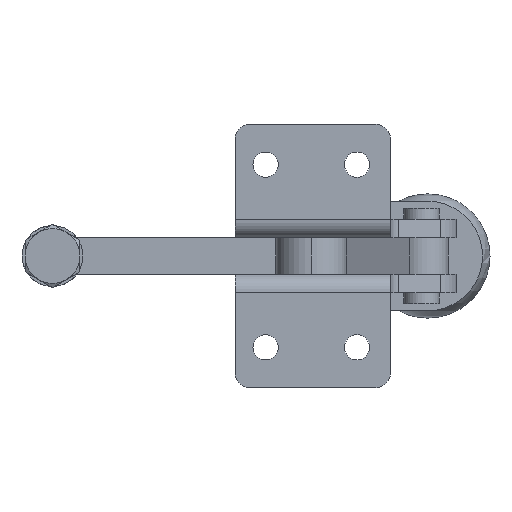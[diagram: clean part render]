
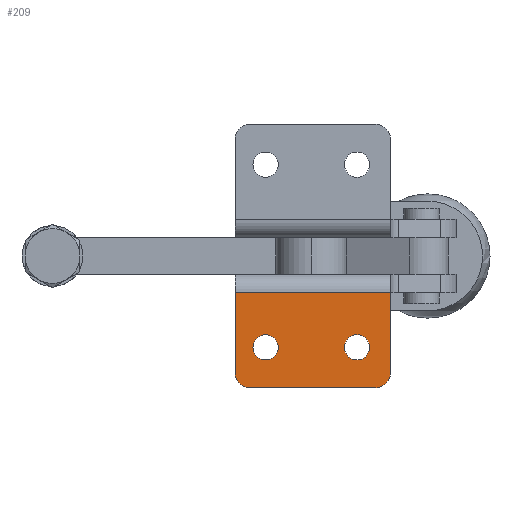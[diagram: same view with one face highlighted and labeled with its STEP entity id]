
A CAD part, front view. The second image highlights one B-rep face of the part: STEP entity #209.
In plain terms, the highlighted planar face has unit normal (0, -1, 0).
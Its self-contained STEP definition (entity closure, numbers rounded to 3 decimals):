
#209 = ADVANCED_FACE( '', ( #610, #611, #612 ), #613, .T. );
#610 = FACE_BOUND( '', #1166, .T. );
#611 = FACE_BOUND( '', #1167, .T. );
#612 = FACE_OUTER_BOUND( '', #1168, .T. );
#613 = PLANE( '', #1169 );
#1166 = EDGE_LOOP( '', ( #2489, #2490 ) );
#1167 = EDGE_LOOP( '', ( #2491, #2492 ) );
#1168 = EDGE_LOOP( '', ( #2493, #2494, #2495, #2496, #2497, #2498 ) );
#1169 = AXIS2_PLACEMENT_3D( '', #2499, #2500, #2501 );
#2489 = ORIENTED_EDGE( '', *, *, #3775, .T. );
#2490 = ORIENTED_EDGE( '', *, *, #3774, .T. );
#2491 = ORIENTED_EDGE( '', *, *, #3779, .T. );
#2492 = ORIENTED_EDGE( '', *, *, #3766, .T. );
#2493 = ORIENTED_EDGE( '', *, *, #4029, .T. );
#2494 = ORIENTED_EDGE( '', *, *, #3975, .T. );
#2495 = ORIENTED_EDGE( '', *, *, #3940, .F. );
#2496 = ORIENTED_EDGE( '', *, *, #3977, .T. );
#2497 = ORIENTED_EDGE( '', *, *, #4030, .T. );
#2498 = ORIENTED_EDGE( '', *, *, #4027, .T. );
#2499 = CARTESIAN_POINT( '', ( 30., 0., -43.26 ) );
#2500 = DIRECTION( '', ( 0., -1., 0. ) );
#2501 = DIRECTION( '', ( 0., 0., -1. ) );
#3766 = EDGE_CURVE( '', #4678, #4682, #4684, .T. );
#3774 = EDGE_CURVE( '', #4694, #4698, #4700, .T. );
#3775 = EDGE_CURVE( '', #4698, #4694, #4701, .T. );
#3779 = EDGE_CURVE( '', #4682, #4678, #4705, .T. );
#3940 = EDGE_CURVE( '', #4960, #4955, #4962, .T. );
#3975 = EDGE_CURVE( '', #5022, #4955, #5027, .T. );
#3977 = EDGE_CURVE( '', #4960, #5028, #5030, .T. );
#4027 = EDGE_CURVE( '', #5107, #5105, #5108, .T. );
#4029 = EDGE_CURVE( '', #5105, #5022, #5110, .T. );
#4030 = EDGE_CURVE( '', #5028, #5107, #5111, .T. );
#4678 = VERTEX_POINT( '', #6207 );
#4682 = VERTEX_POINT( '', #6212 );
#4684 = CIRCLE( '', #6215, 4.15 );
#4694 = VERTEX_POINT( '', #6227 );
#4698 = VERTEX_POINT( '', #6232 );
#4700 = CIRCLE( '', #6235, 4.15 );
#4701 = CIRCLE( '', #6236, 4.15 );
#4705 = CIRCLE( '', #6240, 4.15 );
#4955 = VERTEX_POINT( '', #7167 );
#4960 = VERTEX_POINT( '', #7173 );
#4962 = LINE( '', #7175, #7176 );
#5022 = VERTEX_POINT( '', #7254 );
#5027 = LINE( '', #7262, #7263 );
#5028 = VERTEX_POINT( '', #7264 );
#5030 = LINE( '', #7267, #7268 );
#5105 = VERTEX_POINT( '', #7379 );
#5107 = VERTEX_POINT( '', #7382 );
#5108 = LINE( '', #7383, #7384 );
#5110 = CIRCLE( '', #7387, 5.1 );
#5111 = CIRCLE( '', #7388, 5.1 );
#6207 = CARTESIAN_POINT( '', ( 74.15, 0., -30. ) );
#6212 = CARTESIAN_POINT( '', ( 65.85, 0., -30. ) );
#6215 = AXIS2_PLACEMENT_3D( '', #8675, #8676, #8677 );
#6227 = CARTESIAN_POINT( '', ( 104.15, 0., -30. ) );
#6232 = CARTESIAN_POINT( '', ( 95.85, 0., -30. ) );
#6235 = AXIS2_PLACEMENT_3D( '', #8691, #8692, #8693 );
#6236 = AXIS2_PLACEMENT_3D( '', #8694, #8695, #8696 );
#6240 = AXIS2_PLACEMENT_3D( '', #8706, #8707, #8708 );
#7167 = CARTESIAN_POINT( '', ( 111., 0., -12. ) );
#7173 = CARTESIAN_POINT( '', ( 60., 0., -12. ) );
#7175 = CARTESIAN_POINT( '', ( 30., 0., -12. ) );
#7176 = VECTOR( '', #8913, 1. );
#7254 = CARTESIAN_POINT( '', ( 111., 0., -38.621 ) );
#7262 = CARTESIAN_POINT( '', ( 111., 0., 194.37 ) );
#7263 = VECTOR( '', #8974, 1. );
#7264 = CARTESIAN_POINT( '', ( 60., 0., -38.621 ) );
#7267 = CARTESIAN_POINT( '', ( 60., 0., 194.37 ) );
#7268 = VECTOR( '', #8976, 1. );
#7379 = CARTESIAN_POINT( '', ( 106.239, 0., -43.26 ) );
#7382 = CARTESIAN_POINT( '', ( 64.761, 0., -43.26 ) );
#7383 = CARTESIAN_POINT( '', ( 30., 0., -43.26 ) );
#7384 = VECTOR( '', #9050, 1. );
#7387 = AXIS2_PLACEMENT_3D( '', #9052, #9053, #9054 );
#7388 = AXIS2_PLACEMENT_3D( '', #9055, #9056, #9057 );
#8675 = CARTESIAN_POINT( '', ( 70., 0., -30. ) );
#8676 = DIRECTION( '', ( 0., 1., 0. ) );
#8677 = DIRECTION( '', ( 1., 0., 0. ) );
#8691 = CARTESIAN_POINT( '', ( 100., 0., -30. ) );
#8692 = DIRECTION( '', ( 0., 1., 0. ) );
#8693 = DIRECTION( '', ( 1., 0., 0. ) );
#8694 = CARTESIAN_POINT( '', ( 100., 0., -30. ) );
#8695 = DIRECTION( '', ( 0., 1., 0. ) );
#8696 = DIRECTION( '', ( 1., 0., 0. ) );
#8706 = CARTESIAN_POINT( '', ( 70., 0., -30. ) );
#8707 = DIRECTION( '', ( 0., 1., 0. ) );
#8708 = DIRECTION( '', ( 1., 0., 0. ) );
#8913 = DIRECTION( '', ( 1., 0., 0. ) );
#8974 = DIRECTION( '', ( 0., 0., 1. ) );
#8976 = DIRECTION( '', ( 0., 0., -1. ) );
#9050 = DIRECTION( '', ( 1., 0., 0. ) );
#9052 = CARTESIAN_POINT( '', ( 105.92, 0., -38.17 ) );
#9053 = DIRECTION( '', ( 0., -1., 0. ) );
#9054 = DIRECTION( '', ( 1., 0., 0. ) );
#9055 = CARTESIAN_POINT( '', ( 65.08, 0., -38.17 ) );
#9056 = DIRECTION( '', ( 0., -1., 0. ) );
#9057 = DIRECTION( '', ( 0., 0., -1. ) );
